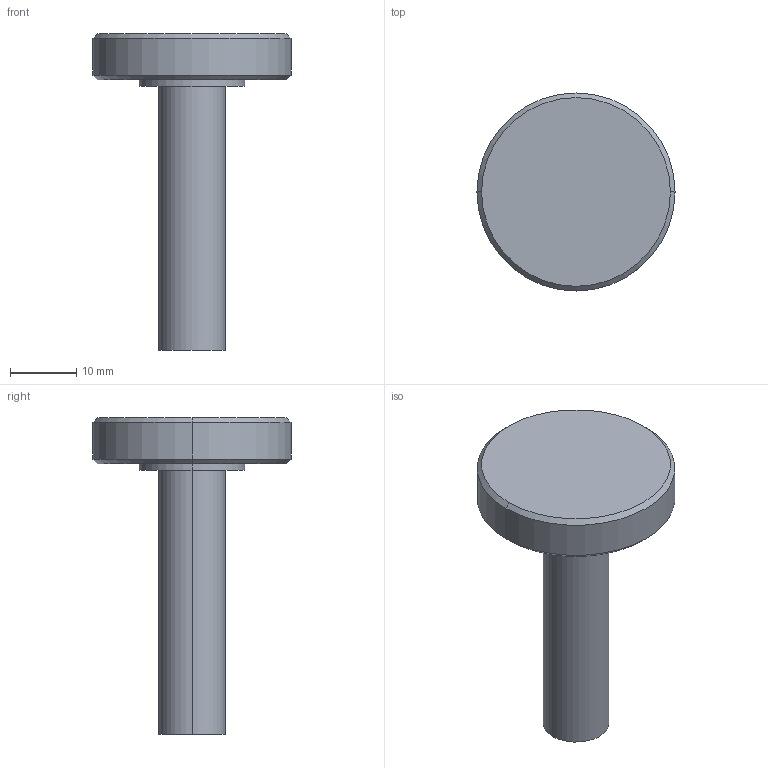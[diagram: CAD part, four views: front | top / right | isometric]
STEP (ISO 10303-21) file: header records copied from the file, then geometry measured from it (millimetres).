
FILE_DESCRIPTION(('produced by SPATIAL CORP'),'2;1');
FILE_NAME( 'STUETZSCHRAUBE.hh.sat.stp','2002-04-19T11:16:02+00:00',('SPATIAL CORP'), ('SPATIAL CORP'),'ACIS STEP Husk','http://www.spatial.com', 'SPATIAL CORP');
FILE_SCHEMA(('CONFIG_CONTROL_DESIGN'));
Length unit declared in the file: millimetre
Products named in the file (1): PRODUCT_ID_1
Bounding box: 30 x 30 x 48 mm (x, y, z)
Volume: 8157.7 mm3; surface area: 3370.3 mm2
Topology: 1 solids, 1 shells, 21 faces, 44 edges, 28 vertices
Faces by surface type: plane 11, cylinder 6, cone 4
Entity records: 582 total; most frequent: ORIENTED_EDGE 88, CARTESIAN_POINT 80, DIRECTION 76, EDGE_CURVE 44, VERTEX_POINT 28, VECTOR 28, LINE 28, EDGE_LOOP 24
